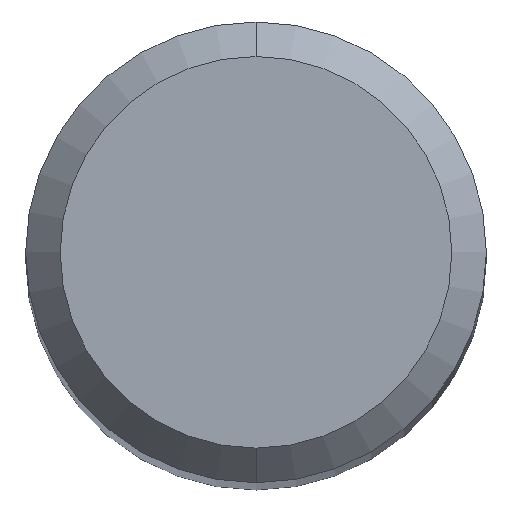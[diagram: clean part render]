
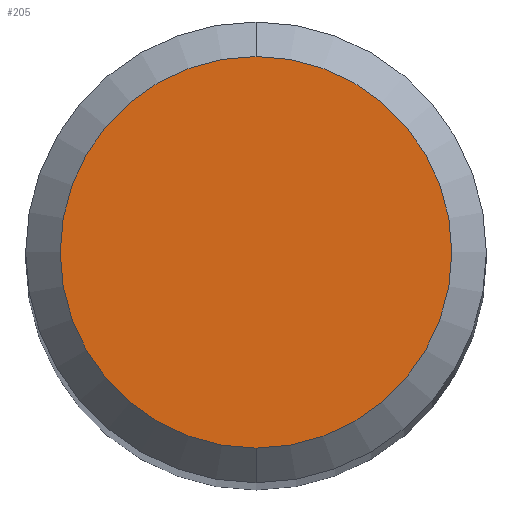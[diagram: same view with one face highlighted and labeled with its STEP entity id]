
A CAD part, top view. The second image highlights one B-rep face of the part: STEP entity #205.
In plain terms, the highlighted planar face has unit normal (0, 0, 1).
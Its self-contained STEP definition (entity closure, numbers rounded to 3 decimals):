
#183=VERTEX_POINT('',#498);
#205=ADVANCED_FACE('',(#521),#522,.T.);
#241=EDGE_CURVE('',#183,#349,#559,.T.);
#349=VERTEX_POINT('',#679);
#447=EDGE_CURVE('',#349,#183,#792,.T.);
#498=CARTESIAN_POINT('',(0.,-1.7,0.0));
#521=FACE_OUTER_BOUND('',#879,.T.);
#522=PLANE('',#880);
#559=CIRCLE('',#967,1.7);
#679=CARTESIAN_POINT('',(0.0,1.7,0.0));
#792=CIRCLE('',#1442,1.7);
#879=EDGE_LOOP('',(#1494,#1495));
#880=AXIS2_PLACEMENT_3D('',#1496,#1497,#1498);
#967=AXIS2_PLACEMENT_3D('',#1522,#1523,#1524);
#1442=AXIS2_PLACEMENT_3D('',#1821,#1822,#1823);
#1494=ORIENTED_EDGE('',*,*,#447,.F.);
#1495=ORIENTED_EDGE('',*,*,#241,.F.);
#1496=CARTESIAN_POINT('',(0.0,0.85,0.0));
#1497=DIRECTION('',(-0.0,0.0,1.0));
#1498=DIRECTION('',(0.0,-1.0,0.0));
#1522=CARTESIAN_POINT('',(0.0,0.0,0.0));
#1523=DIRECTION('',(0.0,0.0,-1.0));
#1524=DIRECTION('',(0.0,1.0,0.0));
#1821=CARTESIAN_POINT('',(0.0,0.0,0.0));
#1822=DIRECTION('',(0.0,0.0,-1.0));
#1823=DIRECTION('',(0.0,1.0,0.0));
